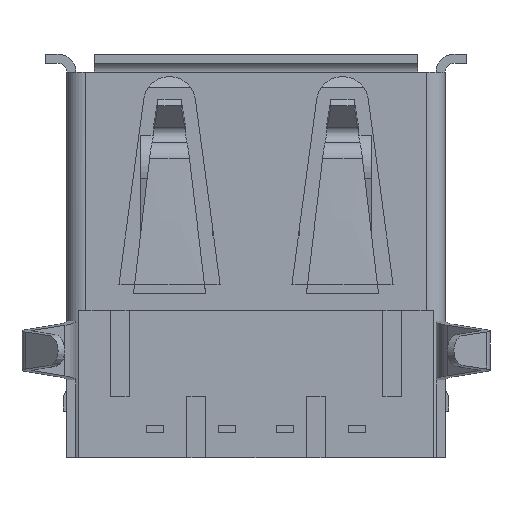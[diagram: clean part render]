
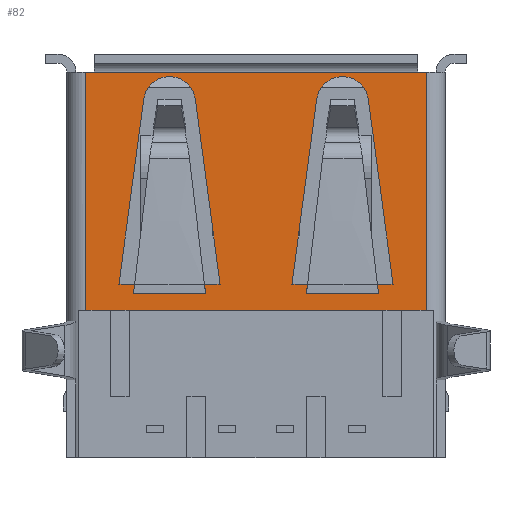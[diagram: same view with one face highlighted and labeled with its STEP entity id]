
A CAD part, front view. The second image highlights one B-rep face of the part: STEP entity #82.
In plain terms, the highlighted planar face has unit normal (0, -1, 0).
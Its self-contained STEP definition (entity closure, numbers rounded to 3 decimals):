
#82=ADVANCED_FACE('',(#553,#554,#555),#556,.T.);
#553=FACE_OUTER_BOUND('',#1601,.T.);
#554=FACE_BOUND('',#1602,.T.);
#555=FACE_BOUND('',#1603,.T.);
#556=PLANE('',#1604);
#1601=EDGE_LOOP('',(#3609,#3610,#3611,#3612,#3613,#3614));
#1602=EDGE_LOOP('',(#3615,#3616,#3617,#3618,#3619,#3620,#3621,#3622));
#1603=EDGE_LOOP('',(#3623,#3624,#3625,#3626,#3627,#3628,#3629,#3630));
#1604=AXIS2_PLACEMENT_3D('',#3631,#3632,#3633);
#3609=ORIENTED_EDGE('',*,*,#6837,.F.);
#3610=ORIENTED_EDGE('',*,*,#6838,.F.);
#3611=ORIENTED_EDGE('',*,*,#6839,.F.);
#3612=ORIENTED_EDGE('',*,*,#6840,.F.);
#3613=ORIENTED_EDGE('',*,*,#6841,.F.);
#3614=ORIENTED_EDGE('',*,*,#6842,.F.);
#3615=ORIENTED_EDGE('',*,*,#6843,.F.);
#3616=ORIENTED_EDGE('',*,*,#6836,.F.);
#3617=ORIENTED_EDGE('',*,*,#6844,.F.);
#3618=ORIENTED_EDGE('',*,*,#6770,.T.);
#3619=ORIENTED_EDGE('',*,*,#6809,.T.);
#3620=ORIENTED_EDGE('',*,*,#6806,.T.);
#3621=ORIENTED_EDGE('',*,*,#6802,.T.);
#3622=ORIENTED_EDGE('',*,*,#6764,.T.);
#3623=ORIENTED_EDGE('',*,*,#6845,.F.);
#3624=ORIENTED_EDGE('',*,*,#6846,.T.);
#3625=ORIENTED_EDGE('',*,*,#6847,.T.);
#3626=ORIENTED_EDGE('',*,*,#6848,.T.);
#3627=ORIENTED_EDGE('',*,*,#6849,.T.);
#3628=ORIENTED_EDGE('',*,*,#6850,.T.);
#3629=ORIENTED_EDGE('',*,*,#6851,.F.);
#3630=ORIENTED_EDGE('',*,*,#6852,.F.);
#3631=CARTESIAN_POINT('',(-6.565,-2.878,-0.62));
#3632=DIRECTION('',(0.0,-1.0,0.0));
#3633=DIRECTION('',(0.0,0.0,-1.0));
#6764=EDGE_CURVE('',#7943,#7944,#7945,.T.);
#6770=EDGE_CURVE('',#7956,#7954,#7957,.T.);
#6802=EDGE_CURVE('',#8009,#7943,#8010,.T.);
#6806=EDGE_CURVE('',#8015,#8009,#8016,.T.);
#6809=EDGE_CURVE('',#7954,#8015,#8020,.T.);
#6836=EDGE_CURVE('',#8066,#8064,#8068,.T.);
#6837=EDGE_CURVE('',#8069,#8070,#8071,.T.);
#6838=EDGE_CURVE('',#8072,#8069,#8073,.T.);
#6839=EDGE_CURVE('',#8074,#8072,#8075,.T.);
#6840=EDGE_CURVE('',#8076,#8074,#8077,.T.);
#6841=EDGE_CURVE('',#8078,#8076,#8079,.T.);
#6842=EDGE_CURVE('',#8070,#8078,#8080,.T.);
#6843=EDGE_CURVE('',#8064,#7944,#8081,.T.);
#6844=EDGE_CURVE('',#7956,#8066,#8082,.T.);
#6845=EDGE_CURVE('',#8083,#8084,#8085,.T.);
#6846=EDGE_CURVE('',#8083,#8086,#8087,.T.);
#6847=EDGE_CURVE('',#8086,#8088,#8089,.T.);
#6848=EDGE_CURVE('',#8088,#8090,#8091,.T.);
#6849=EDGE_CURVE('',#8090,#8092,#8093,.T.);
#6850=EDGE_CURVE('',#8092,#8094,#8095,.T.);
#6851=EDGE_CURVE('',#8096,#8094,#8097,.T.);
#6852=EDGE_CURVE('',#8084,#8096,#8098,.T.);
#7943=VERTEX_POINT('',#9893);
#7944=VERTEX_POINT('',#9894);
#7945=LINE('',#9895,#9896);
#7954=VERTEX_POINT('',#9913);
#7956=VERTEX_POINT('',#9916);
#7957=LINE('',#9917,#9918);
#8009=VERTEX_POINT('',#10031);
#8010=LINE('',#10032,#10033);
#8015=VERTEX_POINT('',#10041);
#8016=CIRCLE('',#10042,0.904);
#8020=LINE('',#10047,#10048);
#8064=VERTEX_POINT('',#10136);
#8066=VERTEX_POINT('',#10141);
#8068=LINE('',#10146,#10147);
#8069=VERTEX_POINT('',#10148);
#8070=VERTEX_POINT('',#10149);
#8071=LINE('',#10150,#10151);
#8072=VERTEX_POINT('',#10152);
#8073=LINE('',#10153,#10154);
#8074=VERTEX_POINT('',#10155);
#8075=LINE('',#10156,#10157);
#8076=VERTEX_POINT('',#10158);
#8077=LINE('',#10159,#10160);
#8078=VERTEX_POINT('',#10161);
#8079=LINE('',#10162,#10163);
#8080=LINE('',#10164,#10165);
#8081=B_SPLINE_CURVE_WITH_KNOTS('',3,(#10166,#10167,#10168,#10169,#10170,#10171),.UNSPECIFIED.,.F.,.F.,(4,1,1,4),(0.0,0.333,0.667,1.0),.UNSPECIFIED.);
#8082=B_SPLINE_CURVE_WITH_KNOTS('',3,(#10172,#10173,#10174,#10175,#10176,#10177),.UNSPECIFIED.,.F.,.F.,(4,1,1,4),(0.0,0.333,0.667,1.0),.UNSPECIFIED.);
#8083=VERTEX_POINT('',#10178);
#8084=VERTEX_POINT('',#10179);
#8085=B_SPLINE_CURVE_WITH_KNOTS('',3,(#10180,#10181,#10182,#10183,#10184,#10185),.UNSPECIFIED.,.F.,.F.,(4,1,1,4),(0.0,0.333,0.667,1.0),.UNSPECIFIED.);
#8086=VERTEX_POINT('',#10186);
#8087=LINE('',#10187,#10188);
#8088=VERTEX_POINT('',#10189);
#8089=LINE('',#10190,#10191);
#8090=VERTEX_POINT('',#10192);
#8091=CIRCLE('',#10193,0.904);
#8092=VERTEX_POINT('',#10194);
#8093=LINE('',#10195,#10196);
#8094=VERTEX_POINT('',#10197);
#8095=LINE('',#10198,#10199);
#8096=VERTEX_POINT('',#10200);
#8097=B_SPLINE_CURVE_WITH_KNOTS('',3,(#10201,#10202,#10203,#10204,#10205,#10206),.UNSPECIFIED.,.F.,.F.,(4,1,1,4),(0.0,0.333,0.667,1.0),.UNSPECIFIED.);
#8098=LINE('',#10207,#10208);
#9893=CARTESIAN_POINT('',(4.754,-2.878,-7.98));
#9894=CARTESIAN_POINT('',(4.212,-2.878,-7.98));
#9895=CARTESIAN_POINT('',(4.754,-2.878,-7.98));
#9896=VECTOR('',#13858,0.542);
#9913=CARTESIAN_POINT('',(1.246,-2.878,-7.98));
#9916=CARTESIAN_POINT('',(1.788,-2.878,-7.98));
#9917=CARTESIAN_POINT('',(1.788,-2.878,-7.98));
#9918=VECTOR('',#13863,0.542);
#10031=CARTESIAN_POINT('',(3.896,-2.878,-1.564));
#10032=CARTESIAN_POINT('',(3.896,-2.878,-1.564));
#10033=VECTOR('',#13888,6.474);
#10041=CARTESIAN_POINT('',(2.104,-2.878,-1.564));
#10042=AXIS2_PLACEMENT_3D('',#13892,#13893,#13894);
#10047=CARTESIAN_POINT('',(1.246,-2.878,-7.98));
#10048=VECTOR('',#13899,6.474);
#10136=CARTESIAN_POINT('',(4.25,-2.878,-8.298));
#10141=CARTESIAN_POINT('',(1.75,-2.878,-8.298));
#10146=CARTESIAN_POINT('',(1.75,-2.878,-8.298));
#10147=VECTOR('',#13919,2.5);
#10148=CARTESIAN_POINT('',(5.927,-2.878,-8.88));
#10149=CARTESIAN_POINT('',(-5.927,-2.878,-8.88));
#10150=CARTESIAN_POINT('',(5.927,-2.878,-8.88));
#10151=VECTOR('',#13920,11.854);
#10152=CARTESIAN_POINT('',(5.927,-2.878,-0.62));
#10153=CARTESIAN_POINT('',(5.927,-2.878,-0.62));
#10154=VECTOR('',#13921,8.26);
#10155=CARTESIAN_POINT('',(5.607,-2.878,-0.62));
#10156=CARTESIAN_POINT('',(5.607,-2.878,-0.62));
#10157=VECTOR('',#13922,0.32);
#10158=CARTESIAN_POINT('',(-5.607,-2.878,-0.62));
#10159=CARTESIAN_POINT('',(-5.607,-2.878,-0.62));
#10160=VECTOR('',#13923,11.214);
#10161=CARTESIAN_POINT('',(-5.927,-2.878,-0.62));
#10162=CARTESIAN_POINT('',(-5.927,-2.878,-0.62));
#10163=VECTOR('',#13924,0.32);
#10164=CARTESIAN_POINT('',(-5.927,-2.878,-8.88));
#10165=VECTOR('',#13925,8.26);
#10166=CARTESIAN_POINT('',(4.25,-2.878,-8.298));
#10167=CARTESIAN_POINT('',(4.246,-2.878,-8.263));
#10168=CARTESIAN_POINT('',(4.237,-2.878,-8.192));
#10169=CARTESIAN_POINT('',(4.225,-2.878,-8.086));
#10170=CARTESIAN_POINT('',(4.216,-2.878,-8.015));
#10171=CARTESIAN_POINT('',(4.212,-2.878,-7.98));
#10172=CARTESIAN_POINT('',(1.788,-2.878,-7.98));
#10173=CARTESIAN_POINT('',(1.784,-2.878,-8.015));
#10174=CARTESIAN_POINT('',(1.775,-2.878,-8.086));
#10175=CARTESIAN_POINT('',(1.763,-2.878,-8.192));
#10176=CARTESIAN_POINT('',(1.754,-2.878,-8.263));
#10177=CARTESIAN_POINT('',(1.75,-2.878,-8.298));
#10178=CARTESIAN_POINT('',(-4.212,-2.878,-7.98));
#10179=CARTESIAN_POINT('',(-4.25,-2.878,-8.298));
#10180=CARTESIAN_POINT('',(-4.212,-2.878,-7.98));
#10181=CARTESIAN_POINT('',(-4.216,-2.878,-8.015));
#10182=CARTESIAN_POINT('',(-4.225,-2.878,-8.086));
#10183=CARTESIAN_POINT('',(-4.237,-2.878,-8.192));
#10184=CARTESIAN_POINT('',(-4.246,-2.878,-8.263));
#10185=CARTESIAN_POINT('',(-4.25,-2.878,-8.298));
#10186=CARTESIAN_POINT('',(-4.754,-2.878,-7.98));
#10187=CARTESIAN_POINT('',(-4.212,-2.878,-7.98));
#10188=VECTOR('',#13926,0.542);
#10189=CARTESIAN_POINT('',(-3.896,-2.878,-1.564));
#10190=CARTESIAN_POINT('',(-4.754,-2.878,-7.98));
#10191=VECTOR('',#13927,6.474);
#10192=CARTESIAN_POINT('',(-2.104,-2.878,-1.564));
#10193=AXIS2_PLACEMENT_3D('',#13928,#13929,#13930);
#10194=CARTESIAN_POINT('',(-1.246,-2.878,-7.98));
#10195=CARTESIAN_POINT('',(-2.104,-2.878,-1.564));
#10196=VECTOR('',#13931,6.474);
#10197=CARTESIAN_POINT('',(-1.788,-2.878,-7.98));
#10198=CARTESIAN_POINT('',(-1.246,-2.878,-7.98));
#10199=VECTOR('',#13932,0.542);
#10200=CARTESIAN_POINT('',(-1.75,-2.878,-8.298));
#10201=CARTESIAN_POINT('',(-1.75,-2.878,-8.298));
#10202=CARTESIAN_POINT('',(-1.754,-2.878,-8.263));
#10203=CARTESIAN_POINT('',(-1.763,-2.878,-8.192));
#10204=CARTESIAN_POINT('',(-1.775,-2.878,-8.086));
#10205=CARTESIAN_POINT('',(-1.784,-2.878,-8.015));
#10206=CARTESIAN_POINT('',(-1.788,-2.878,-7.98));
#10207=CARTESIAN_POINT('',(-4.25,-2.878,-8.298));
#10208=VECTOR('',#13933,2.5);
#13858=DIRECTION('',(-1.0,0.0,0.));
#13863=DIRECTION('',(-1.0,0.0,0.));
#13888=DIRECTION('',(0.133,0.0,-0.991));
#13892=CARTESIAN_POINT('',(3.0,-2.878,-1.684));
#13893=DIRECTION('',(0.0,1.0,0.0));
#13894=DIRECTION('',(-0.991,0.0,0.133));
#13899=DIRECTION('',(0.133,0.0,0.991));
#13919=DIRECTION('',(1.0,0.0,0.0));
#13920=DIRECTION('',(-1.0,0.0,0.0));
#13921=DIRECTION('',(0.0,0.0,-1.0));
#13922=DIRECTION('',(1.0,0.0,0.0));
#13923=DIRECTION('',(1.0,0.0,0.0));
#13924=DIRECTION('',(1.0,0.0,0.0));
#13925=DIRECTION('',(0.0,0.0,1.0));
#13926=DIRECTION('',(-1.0,0.0,0.));
#13927=DIRECTION('',(0.133,0.0,0.991));
#13928=CARTESIAN_POINT('',(-3.0,-2.878,-1.684));
#13929=DIRECTION('',(0.0,1.0,0.0));
#13930=DIRECTION('',(-0.991,0.0,0.133));
#13931=DIRECTION('',(0.133,0.0,-0.991));
#13932=DIRECTION('',(-1.0,0.0,0.));
#13933=DIRECTION('',(1.0,0.0,0.0));
